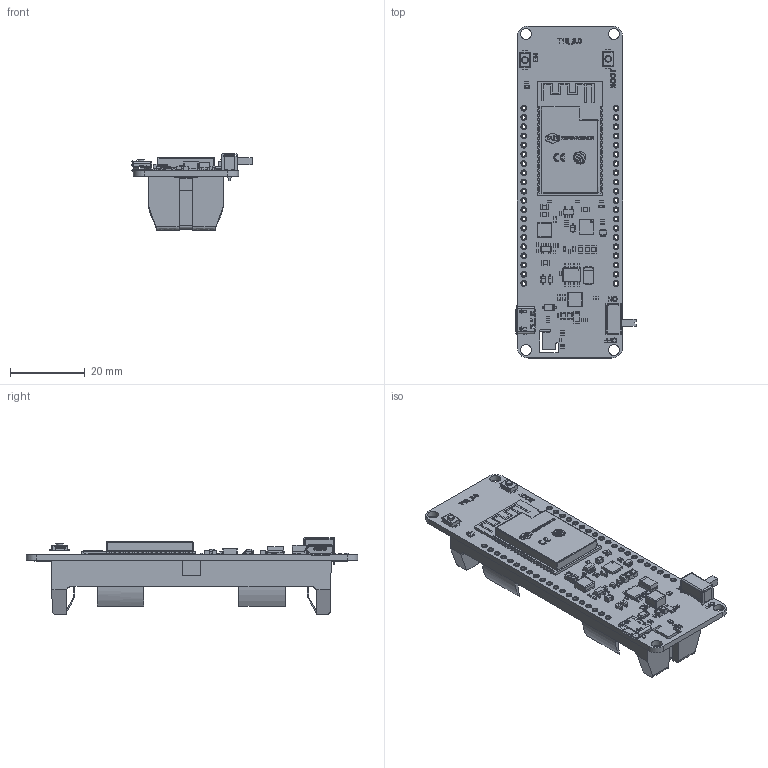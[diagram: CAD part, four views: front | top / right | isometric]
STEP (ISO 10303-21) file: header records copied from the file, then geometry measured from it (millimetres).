
FILE_DESCRIPTION(('FreeCAD Model'),'2;1');
FILE_NAME('Open CASCADE Shape Model','2025-05-02T10:46:24',('FreeCAD'),( 'FreeCAD'),'Open CASCADE STEP processor 7.6','FreeCAD','Unknown');
FILE_SCHEMA(('AUTOMOTIVE_DESIGN { 1 0 10303 214 1 1 1 1 }'));
Products named in the file (1): Open CASCADE STEP translator 7.6 1
Bounding box: 32.19 x 88.96 x 20.59 mm (x, y, z)
Volume: 9748.1 mm3; surface area: 15870.6 mm2
Topology: 194 solids, 234 shells, 5201 faces, 13205 edges, 8546 vertices
Faces by surface type: bspline 5201
Entity records: 148227 total; most frequent: CARTESIAN_POINT 68440, ORIENTED_EDGE 26346, EDGE_CURVE 13173, B_SPLINE_CURVE_WITH_KNOTS 10838, VERTEX_POINT 8546, FACE_BOUND 5563, EDGE_LOOP 5563, ADVANCED_FACE 5201
